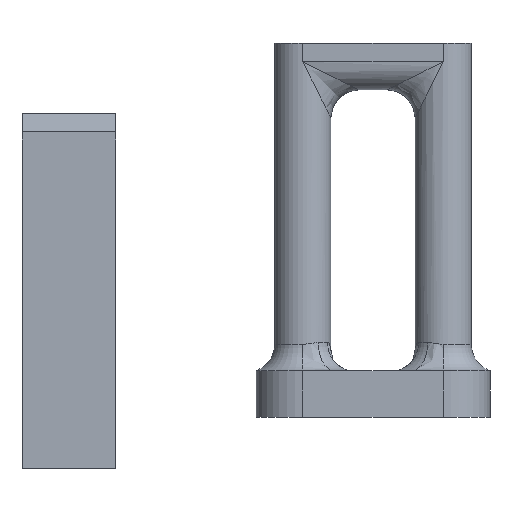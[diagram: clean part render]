
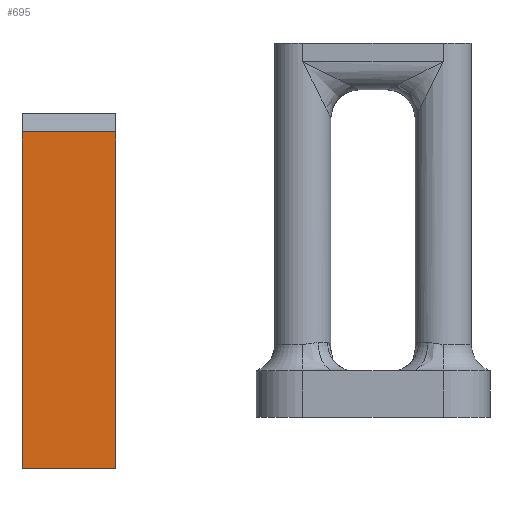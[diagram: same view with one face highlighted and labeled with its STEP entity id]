
A CAD part, front view. The second image highlights one B-rep face of the part: STEP entity #695.
In plain terms, the highlighted face is planar.
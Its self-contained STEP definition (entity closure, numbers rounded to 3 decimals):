
#27 = VERTEX_POINT ( 'NONE', #2499 ) ;
#74 = VECTOR ( 'NONE', #2569, 1000. ) ;
#94 = ORIENTED_EDGE ( 'NONE', *, *, #1655, .T. ) ;
#349 = VERTEX_POINT ( 'NONE', #1484 ) ;
#552 = CARTESIAN_POINT ( 'NONE',  ( -18., 3., 10. ) ) ;
#557 = PLANE ( 'NONE',  #587 ) ;
#587 = AXIS2_PLACEMENT_3D ( 'NONE', #2010, #970, #1024 ) ;
#664 = EDGE_LOOP ( 'NONE', ( #94, #2258, #2263, #802 ) ) ;
#674 = LINE ( 'NONE', #552, #74 ) ;
#695 = ADVANCED_FACE ( 'NONE', ( #1582 ), #557, .F. ) ;
#802 = ORIENTED_EDGE ( 'NONE', *, *, #2413, .T. ) ;
#913 = VERTEX_POINT ( 'NONE', #1574 ) ;
#970 = DIRECTION ( 'NONE',  ( 0., -1., 0. ) ) ;
#1024 = DIRECTION ( 'NONE',  ( 0., 0., -1. ) ) ;
#1043 = CARTESIAN_POINT ( 'NONE',  ( -18., 3., 10. ) ) ;
#1091 = DIRECTION ( 'NONE',  ( -1., 0., 0. ) ) ;
#1164 = CARTESIAN_POINT ( 'NONE',  ( -18., 3., 10. ) ) ;
#1276 = LINE ( 'NONE', #1444, #2299 ) ;
#1444 = CARTESIAN_POINT ( 'NONE',  ( 18., 3., 10. ) ) ;
#1463 = DIRECTION ( 'NONE',  ( 0., 0., -1. ) ) ;
#1479 = LINE ( 'NONE', #1164, #1542 ) ;
#1484 = CARTESIAN_POINT ( 'NONE',  ( -18., 3., 0. ) ) ;
#1542 = VECTOR ( 'NONE', #2233, 1000. ) ;
#1574 = CARTESIAN_POINT ( 'NONE',  ( 18., 3., 10. ) ) ;
#1582 = FACE_OUTER_BOUND ( 'NONE', #664, .T. ) ;
#1655 = EDGE_CURVE ( 'NONE', #27, #349, #2302, .T. ) ;
#1797 = EDGE_CURVE ( 'NONE', #1940, #349, #1479, .T. ) ;
#1832 = VECTOR ( 'NONE', #1091, 1000. ) ;
#1940 = VERTEX_POINT ( 'NONE', #1043 ) ;
#2010 = CARTESIAN_POINT ( 'NONE',  ( -18., 3., 10. ) ) ;
#2233 = DIRECTION ( 'NONE',  ( 0., 0., -1. ) ) ;
#2239 = CARTESIAN_POINT ( 'NONE',  ( -18., 3., 0. ) ) ;
#2258 = ORIENTED_EDGE ( 'NONE', *, *, #1797, .F. ) ;
#2263 = ORIENTED_EDGE ( 'NONE', *, *, #2464, .F. ) ;
#2299 = VECTOR ( 'NONE', #1463, 1000. ) ;
#2302 = LINE ( 'NONE', #2239, #1832 ) ;
#2413 = EDGE_CURVE ( 'NONE', #913, #27, #1276, .T. ) ;
#2464 = EDGE_CURVE ( 'NONE', #913, #1940, #674, .T. ) ;
#2499 = CARTESIAN_POINT ( 'NONE',  ( 18., 3., 0. ) ) ;
#2569 = DIRECTION ( 'NONE',  ( -1., 0., 0. ) ) ;
